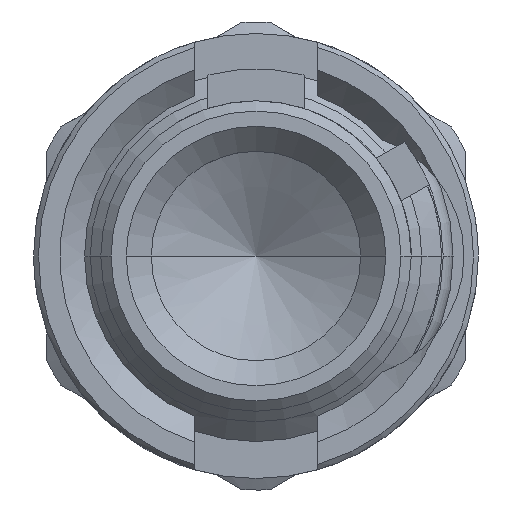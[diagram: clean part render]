
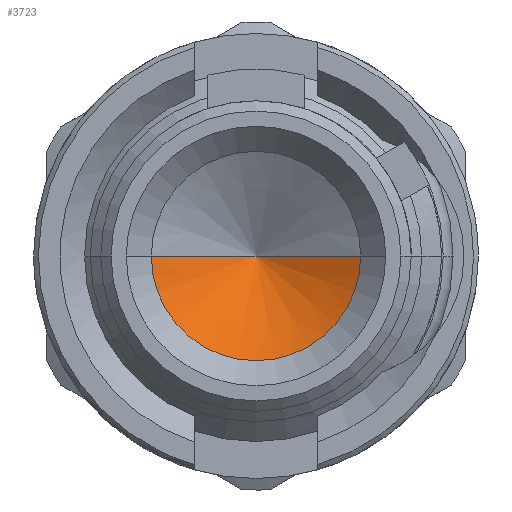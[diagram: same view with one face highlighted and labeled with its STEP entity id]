
A CAD part, left-side view. The second image highlights one B-rep face of the part: STEP entity #3723.
In plain terms, the highlighted conical face has half-angle 60 degrees and reference radius 1.062 mm.
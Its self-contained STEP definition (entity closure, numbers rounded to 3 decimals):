
#1620=CARTESIAN_POINT('',(-0.709,0.,0.));
#1621=DIRECTION('',(-1.,0.,0.));
#1622=DIRECTION('',(0.,1.,0.));
#1623=AXIS2_PLACEMENT_3D('',#1620,#1621,#1622);
#1625=DIRECTION('',(-0.5,0.866,0.));
#1626=VECTOR('',#1625,2.454);
#1627=CARTESIAN_POINT('',(0.518,0.,0.));
#1628=LINE('',#1627,#1626);
#1629=DIRECTION('',(-0.5,-0.866,0.));
#1630=VECTOR('',#1629,2.454);
#1631=CARTESIAN_POINT('',(0.518,0.,0.));
#1632=LINE('',#1631,#1630);
#2590=CARTESIAN_POINT('',(0.518,0.,0.));
#2591=CARTESIAN_POINT('',(-0.709,2.125,0.));
#2592=VERTEX_POINT('',#2590);
#2593=VERTEX_POINT('',#2591);
#2594=CARTESIAN_POINT('',(-0.709,-2.125,0.));
#2595=VERTEX_POINT('',#2594);
#3711=CARTESIAN_POINT('',(-0.095,0.,0.));
#3712=DIRECTION('',(-1.,0.,0.));
#3713=DIRECTION('',(0.,1.,0.));
#3714=AXIS2_PLACEMENT_3D('',#3711,#3712,#3713);
#3715=CONICAL_SURFACE('',#3714,1.063,60.);
#3717=ORIENTED_EDGE('',*,*,#3716,.F.);
#3719=ORIENTED_EDGE('',*,*,#3718,.T.);
#3720=ORIENTED_EDGE('',*,*,#3705,.F.);
#3721=EDGE_LOOP('',(#3717,#3719,#3720));
#3722=FACE_OUTER_BOUND('',#3721,.F.);
#3723=ADVANCED_FACE('',(#3722),#3715,.F.);
#1624=CIRCLE('',#1623,2.125);
#3705=EDGE_CURVE('',#2593,#2595,#1624,.T.);
#3716=EDGE_CURVE('',#2592,#2593,#1628,.T.);
#3718=EDGE_CURVE('',#2592,#2595,#1632,.T.);
